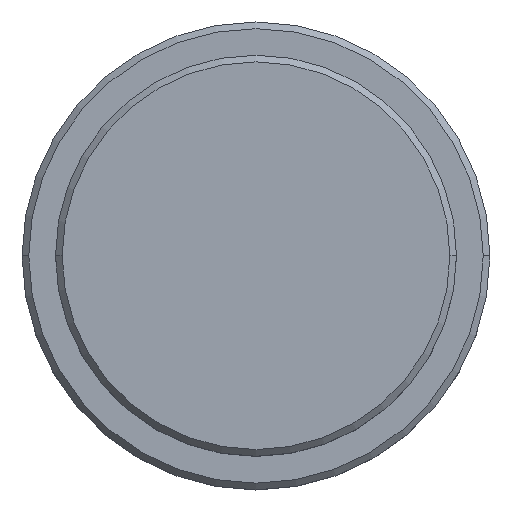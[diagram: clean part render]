
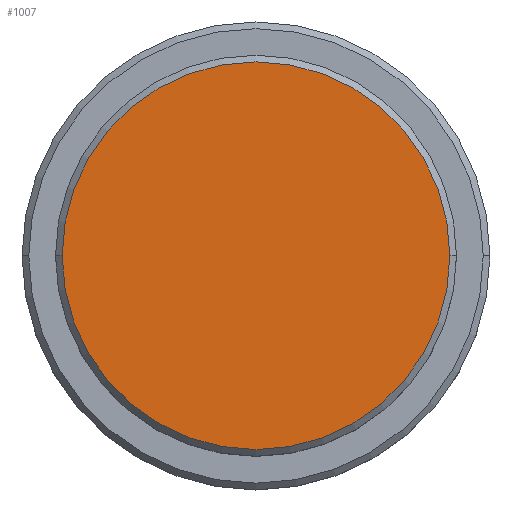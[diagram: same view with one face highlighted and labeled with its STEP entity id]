
A CAD part, top view. The second image highlights one B-rep face of the part: STEP entity #1007.
In plain terms, the highlighted planar face has unit normal (0, 0, 1).
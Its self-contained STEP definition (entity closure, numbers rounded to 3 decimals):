
#5 = VERTEX_POINT ( 'NONE', #733 ) ;
#18 = VERTEX_POINT ( 'NONE', #496 ) ;
#19 = DIRECTION ( 'NONE',  ( 0., 0., 1. ) ) ;
#32 = AXIS2_PLACEMENT_3D ( 'NONE', #33, #708, #1335 ) ;
#33 = CARTESIAN_POINT ( 'NONE',  ( 0., 0., 0. ) ) ;
#153 = FACE_OUTER_BOUND ( 'NONE', #1102, .T. ) ;
#302 = DIRECTION ( 'NONE',  ( 1., 0., 0. ) ) ;
#306 = ORIENTED_EDGE ( 'NONE', *, *, #825, .T. ) ;
#321 = ORIENTED_EDGE ( 'NONE', *, *, #458, .T. ) ;
#379 = AXIS2_PLACEMENT_3D ( 'NONE', #998, #19, #1297 ) ;
#458 = EDGE_CURVE ( 'NONE', #18, #5, #536, .T. ) ;
#496 = CARTESIAN_POINT ( 'NONE',  ( 14.5, 0., 0. ) ) ;
#536 = CIRCLE ( 'NONE', #787, 14.5 ) ;
#596 = PLANE ( 'NONE',  #32 ) ;
#708 = DIRECTION ( 'NONE',  ( 0., 0., 1. ) ) ;
#733 = CARTESIAN_POINT ( 'NONE',  ( -14.5, 0., 0. ) ) ;
#787 = AXIS2_PLACEMENT_3D ( 'NONE', #1053, #1153, #302 ) ;
#825 = EDGE_CURVE ( 'NONE', #5, #18, #1082, .T. ) ;
#998 = CARTESIAN_POINT ( 'NONE',  ( 0., 0., 0. ) ) ;
#1007 = ADVANCED_FACE ( 'NONE', ( #153 ), #596, .T. ) ;
#1053 = CARTESIAN_POINT ( 'NONE',  ( 0., 0., 0. ) ) ;
#1082 = CIRCLE ( 'NONE', #379, 14.5 ) ;
#1102 = EDGE_LOOP ( 'NONE', ( #306, #321 ) ) ;
#1153 = DIRECTION ( 'NONE',  ( 0., 0., 1. ) ) ;
#1297 = DIRECTION ( 'NONE',  ( 1., 0., 0. ) ) ;
#1335 = DIRECTION ( 'NONE',  ( 1., 0., 0. ) ) ;
